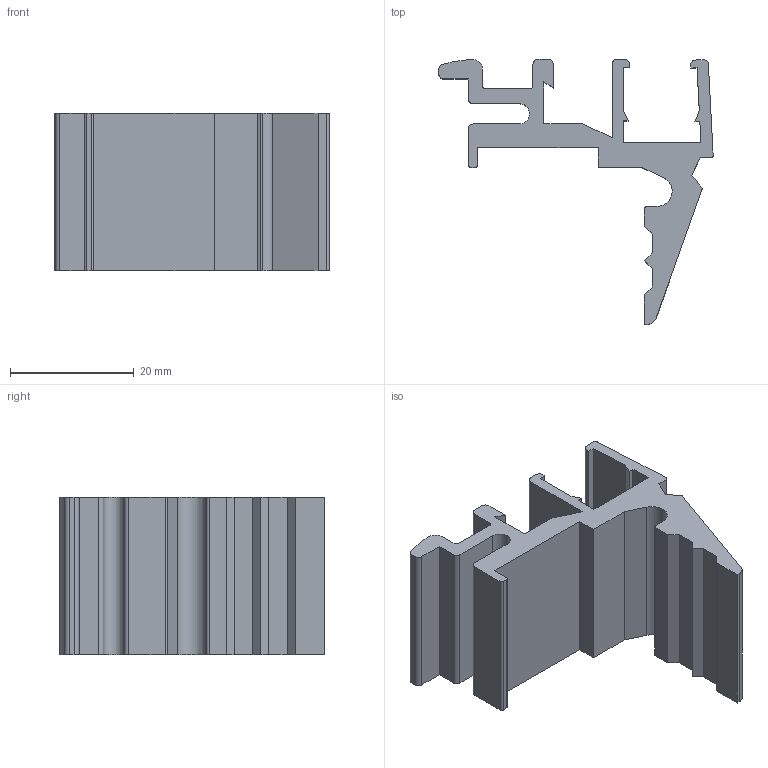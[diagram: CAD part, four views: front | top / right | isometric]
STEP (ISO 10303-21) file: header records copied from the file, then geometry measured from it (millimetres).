
FILE_DESCRIPTION(/* description */ (''),/* implementation_level */ '2;1');
FILE_NAME(/* name */ 'Physical Part Model.step.stp',/* time_stamp */ '2025-10-23T08:49:23-04:00',/* author */ ('jjdbr'),/* organization */ (''),/* preprocessor_version */ 'ST-DEVELOPER v20.1',/* originating_system */ 'Autodesk Inventor 2026',/* authorisation */ '');
FILE_SCHEMA (('AUTOMOTIVE_DESIGN { 1 0 10303 214 3 1 1 }'));
Length unit declared in the file: inch
Products named in the file (1): 32118
Bounding box: 44.35 x 42.86 x 25.4 mm (x, y, z)
Volume: 10171.5 mm3; surface area: 7551.3 mm2
Topology: 1 solids, 1 shells, 76 faces, 222 edges, 148 vertices
Faces by surface type: plane 54, cylinder 22
Entity records: 2609 total; most frequent: CARTESIAN_POINT 447, ORIENTED_EDGE 444, DIRECTION 420, EDGE_CURVE 222, LINE 178, VECTOR 178, VERTEX_POINT 148, AXIS2_PLACEMENT_3D 121
